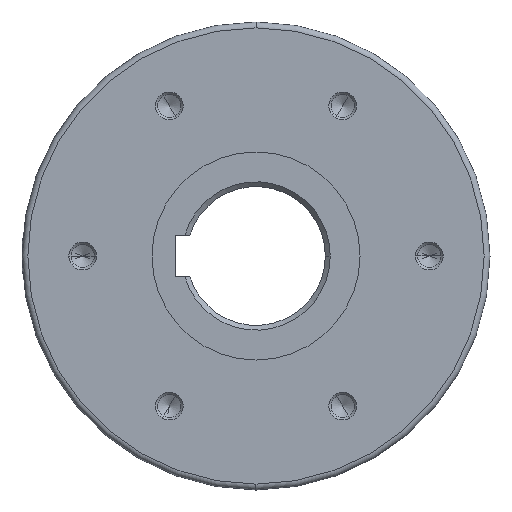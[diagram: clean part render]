
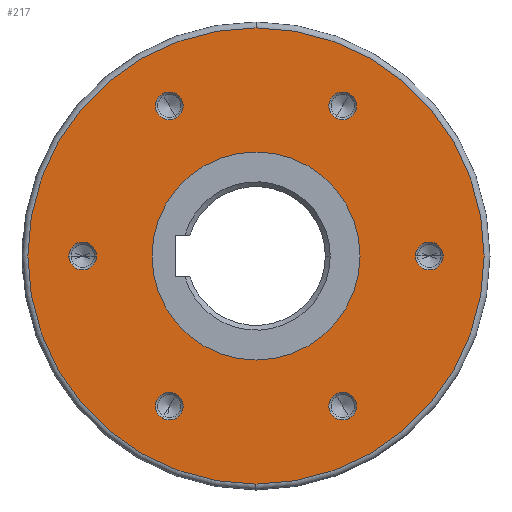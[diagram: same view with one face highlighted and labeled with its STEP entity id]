
A CAD part, left-side view. The second image highlights one B-rep face of the part: STEP entity #217.
In plain terms, the highlighted planar face has unit normal (-1, 0, 0).
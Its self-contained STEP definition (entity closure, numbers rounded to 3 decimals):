
#217=ADVANCED_FACE('',(#594,#595,#596,#597,#598,#599,#600,#601),#602,.T.);
#594=FACE_BOUND('',#1004,.T.);
#595=FACE_BOUND('',#1005,.T.);
#596=FACE_BOUND('',#1006,.T.);
#597=FACE_BOUND('',#1007,.T.);
#598=FACE_BOUND('',#1008,.T.);
#599=FACE_BOUND('',#1009,.T.);
#600=FACE_OUTER_BOUND('',#1010,.T.);
#601=FACE_BOUND('',#1011,.T.);
#602=PLANE('',#1012);
#1004=EDGE_LOOP('',(#2259,#2260));
#1005=EDGE_LOOP('',(#2261,#2262));
#1006=EDGE_LOOP('',(#2263,#2264));
#1007=EDGE_LOOP('',(#2265,#2266));
#1008=EDGE_LOOP('',(#2267,#2268));
#1009=EDGE_LOOP('',(#2269,#2270));
#1010=EDGE_LOOP('',(#2271,#2272,#2273));
#1011=EDGE_LOOP('',(#2274,#2275));
#1012=AXIS2_PLACEMENT_3D('',#2276,#2277,#2278);
#2259=ORIENTED_EDGE('',*,*,#2597,.T.);
#2260=ORIENTED_EDGE('',*,*,#2764,.T.);
#2261=ORIENTED_EDGE('',*,*,#2580,.T.);
#2262=ORIENTED_EDGE('',*,*,#2769,.T.);
#2263=ORIENTED_EDGE('',*,*,#2563,.T.);
#2264=ORIENTED_EDGE('',*,*,#2774,.T.);
#2265=ORIENTED_EDGE('',*,*,#2546,.T.);
#2266=ORIENTED_EDGE('',*,*,#2779,.T.);
#2267=ORIENTED_EDGE('',*,*,#2529,.T.);
#2268=ORIENTED_EDGE('',*,*,#2784,.T.);
#2269=ORIENTED_EDGE('',*,*,#2512,.T.);
#2270=ORIENTED_EDGE('',*,*,#2789,.T.);
#2271=ORIENTED_EDGE('',*,*,#2816,.T.);
#2272=ORIENTED_EDGE('',*,*,#2482,.T.);
#2273=ORIENTED_EDGE('',*,*,#2817,.T.);
#2274=ORIENTED_EDGE('',*,*,#2438,.F.);
#2275=ORIENTED_EDGE('',*,*,#2818,.F.);
#2276=CARTESIAN_POINT('',(-42.0,0.0,0.));
#2277=DIRECTION('',(-1.0,0.0,0.));
#2278=DIRECTION('',(0.,0.0,1.0));
#2438=EDGE_CURVE('',#2846,#2842,#2848,.T.);
#2482=EDGE_CURVE('',#2925,#2927,#2929,.T.);
#2512=EDGE_CURVE('',#2978,#2980,#2982,.T.);
#2529=EDGE_CURVE('',#3008,#3010,#3012,.T.);
#2546=EDGE_CURVE('',#3038,#3040,#3042,.T.);
#2563=EDGE_CURVE('',#3068,#3070,#3072,.T.);
#2580=EDGE_CURVE('',#3098,#3100,#3102,.T.);
#2597=EDGE_CURVE('',#3128,#3130,#3132,.T.);
#2764=EDGE_CURVE('',#3130,#3128,#3399,.T.);
#2769=EDGE_CURVE('',#3100,#3098,#3404,.T.);
#2774=EDGE_CURVE('',#3070,#3068,#3409,.T.);
#2779=EDGE_CURVE('',#3040,#3038,#3414,.T.);
#2784=EDGE_CURVE('',#3010,#3008,#3419,.T.);
#2789=EDGE_CURVE('',#2980,#2978,#3424,.T.);
#2816=EDGE_CURVE('',#3462,#2925,#3463,.T.);
#2817=EDGE_CURVE('',#2927,#3462,#3464,.T.);
#2818=EDGE_CURVE('',#2842,#2846,#3465,.T.);
#2842=VERTEX_POINT('',#3497);
#2846=VERTEX_POINT('',#3502);
#2848=CIRCLE('',#3505,30.0);
#2925=VERTEX_POINT('',#3811);
#2927=VERTEX_POINT('',#3813);
#2929=CIRCLE('',#3815,65.813);
#2978=VERTEX_POINT('',#3894);
#2980=VERTEX_POINT('',#3897);
#2982=CIRCLE('',#3900,4.0);
#3008=VERTEX_POINT('',#3934);
#3010=VERTEX_POINT('',#3937);
#3012=CIRCLE('',#3940,4.0);
#3038=VERTEX_POINT('',#3974);
#3040=VERTEX_POINT('',#3977);
#3042=CIRCLE('',#3980,4.0);
#3068=VERTEX_POINT('',#4014);
#3070=VERTEX_POINT('',#4017);
#3072=CIRCLE('',#4020,4.0);
#3098=VERTEX_POINT('',#4054);
#3100=VERTEX_POINT('',#4057);
#3102=CIRCLE('',#4060,4.0);
#3128=VERTEX_POINT('',#4094);
#3130=VERTEX_POINT('',#4097);
#3132=CIRCLE('',#4100,4.0);
#3399=CIRCLE('',#4447,4.0);
#3404=CIRCLE('',#4452,4.0);
#3409=CIRCLE('',#4457,4.0);
#3414=CIRCLE('',#4462,4.0);
#3419=CIRCLE('',#4467,4.0);
#3424=CIRCLE('',#4472,4.0);
#3462=VERTEX_POINT('',#4540);
#3463=CIRCLE('',#4541,65.813);
#3464=CIRCLE('',#4542,65.813);
#3465=CIRCLE('',#4543,30.0);
#3497=CARTESIAN_POINT('',(-42.0,0.,-30.0));
#3502=CARTESIAN_POINT('',(-42.0,0.,30.0));
#3505=AXIS2_PLACEMENT_3D('',#4584,#4585,#4586);
#3811=CARTESIAN_POINT('',(-42.0,0.,65.813));
#3813=CARTESIAN_POINT('',(-42.0,0.,-65.813));
#3815=AXIS2_PLACEMENT_3D('',#4675,#4676,#4677);
#3894=CARTESIAN_POINT('',(-42.0,54.0,0.0));
#3897=CARTESIAN_POINT('',(-42.0,46.0,0.));
#3900=AXIS2_PLACEMENT_3D('',#4731,#4732,#4733);
#3934=CARTESIAN_POINT('',(-42.0,27.0,46.765));
#3937=CARTESIAN_POINT('',(-42.0,23.0,39.837));
#3940=AXIS2_PLACEMENT_3D('',#4762,#4763,#4764);
#3974=CARTESIAN_POINT('',(-42.0,-27.0,46.765));
#3977=CARTESIAN_POINT('',(-42.0,-23.0,39.837));
#3980=AXIS2_PLACEMENT_3D('',#4793,#4794,#4795);
#4014=CARTESIAN_POINT('',(-42.0,-54.0,0.));
#4017=CARTESIAN_POINT('',(-42.0,-46.0,0.));
#4020=AXIS2_PLACEMENT_3D('',#4824,#4825,#4826);
#4054=CARTESIAN_POINT('',(-42.0,-27.0,-46.765));
#4057=CARTESIAN_POINT('',(-42.0,-23.0,-39.837));
#4060=AXIS2_PLACEMENT_3D('',#4855,#4856,#4857);
#4094=CARTESIAN_POINT('',(-42.0,27.0,-46.765));
#4097=CARTESIAN_POINT('',(-42.0,23.0,-39.837));
#4100=AXIS2_PLACEMENT_3D('',#4886,#4887,#4888);
#4447=AXIS2_PLACEMENT_3D('',#5227,#5228,#5229);
#4452=AXIS2_PLACEMENT_3D('',#5242,#5243,#5244);
#4457=AXIS2_PLACEMENT_3D('',#5257,#5258,#5259);
#4462=AXIS2_PLACEMENT_3D('',#5272,#5273,#5274);
#4467=AXIS2_PLACEMENT_3D('',#5287,#5288,#5289);
#4472=AXIS2_PLACEMENT_3D('',#5302,#5303,#5304);
#4540=CARTESIAN_POINT('',(-42.0,-65.813,0.));
#4541=AXIS2_PLACEMENT_3D('',#5353,#5354,#5355);
#4542=AXIS2_PLACEMENT_3D('',#5356,#5357,#5358);
#4543=AXIS2_PLACEMENT_3D('',#5359,#5360,#5361);
#4584=CARTESIAN_POINT('',(-42.0,0.0,0.0));
#4585=DIRECTION('',(-1.0,0.0,0.));
#4586=DIRECTION('',(0.,0.0,-1.0));
#4675=CARTESIAN_POINT('',(-42.0,0.0,0.));
#4676=DIRECTION('',(-1.0,-0.0,0.));
#4677=DIRECTION('',(0.0,-1.0,0.0));
#4731=CARTESIAN_POINT('',(-42.0,50.0,0.0));
#4732=DIRECTION('',(1.0,-0.0,0.));
#4733=DIRECTION('',(0.0,1.0,0.0));
#4762=CARTESIAN_POINT('',(-42.0,25.0,43.301));
#4763=DIRECTION('',(1.0,0.0,0.));
#4764=DIRECTION('',(0.,0.5,0.866));
#4793=CARTESIAN_POINT('',(-42.0,-25.0,43.301));
#4794=DIRECTION('',(1.0,0.,0.));
#4795=DIRECTION('',(0.,-0.5,0.866));
#4824=CARTESIAN_POINT('',(-42.0,-50.0,0.));
#4825=DIRECTION('',(1.0,0.0,0.));
#4826=DIRECTION('',(0.,-1.0,0.));
#4855=CARTESIAN_POINT('',(-42.0,-25.0,-43.301));
#4856=DIRECTION('',(1.0,0.,0.));
#4857=DIRECTION('',(0.,-0.5,-0.866));
#4886=CARTESIAN_POINT('',(-42.0,25.0,-43.301));
#4887=DIRECTION('',(1.0,0.,0.));
#4888=DIRECTION('',(0.,0.5,-0.866));
#5227=CARTESIAN_POINT('',(-42.0,25.0,-43.301));
#5228=DIRECTION('',(1.0,0.,0.));
#5229=DIRECTION('',(0.,0.5,-0.866));
#5242=CARTESIAN_POINT('',(-42.0,-25.0,-43.301));
#5243=DIRECTION('',(1.0,0.,0.));
#5244=DIRECTION('',(0.,-0.5,-0.866));
#5257=CARTESIAN_POINT('',(-42.0,-50.0,0.));
#5258=DIRECTION('',(1.0,0.0,0.));
#5259=DIRECTION('',(0.,-1.0,0.));
#5272=CARTESIAN_POINT('',(-42.0,-25.0,43.301));
#5273=DIRECTION('',(1.0,0.,0.));
#5274=DIRECTION('',(0.,-0.5,0.866));
#5287=CARTESIAN_POINT('',(-42.0,25.0,43.301));
#5288=DIRECTION('',(1.0,0.0,0.));
#5289=DIRECTION('',(0.,0.5,0.866));
#5302=CARTESIAN_POINT('',(-42.0,50.0,0.0));
#5303=DIRECTION('',(1.0,-0.0,0.));
#5304=DIRECTION('',(0.0,1.0,0.0));
#5353=CARTESIAN_POINT('',(-42.0,0.0,0.));
#5354=DIRECTION('',(-1.0,-0.0,0.));
#5355=DIRECTION('',(0.0,-1.0,0.0));
#5356=CARTESIAN_POINT('',(-42.0,0.0,0.));
#5357=DIRECTION('',(-1.0,-0.0,0.));
#5358=DIRECTION('',(0.0,-1.0,0.0));
#5359=CARTESIAN_POINT('',(-42.0,0.0,0.0));
#5360=DIRECTION('',(-1.0,0.0,0.));
#5361=DIRECTION('',(0.,0.0,-1.0));
